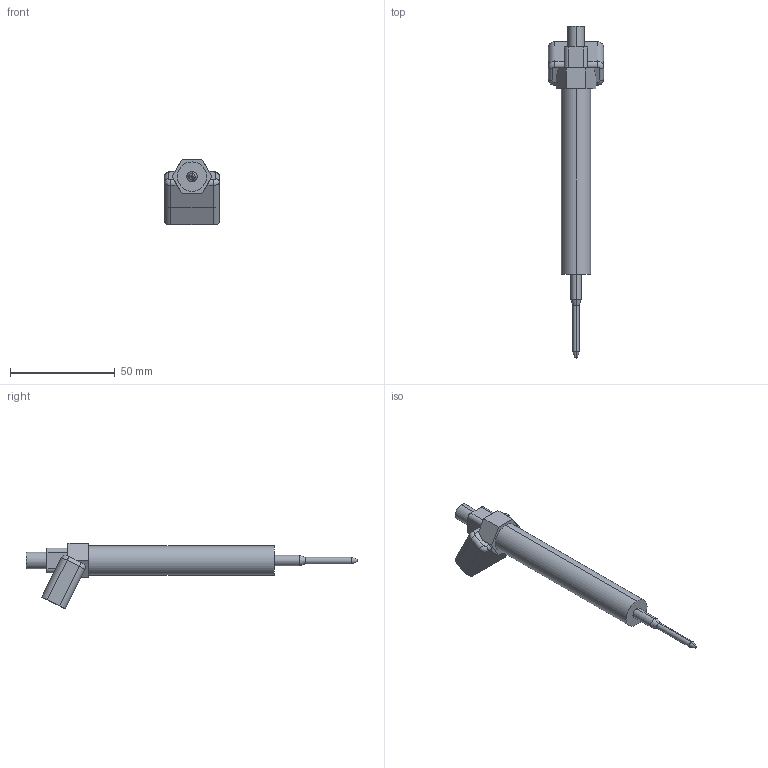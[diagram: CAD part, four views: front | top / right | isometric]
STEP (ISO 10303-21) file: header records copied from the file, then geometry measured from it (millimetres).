
FILE_DESCRIPTION (( 'STEP AP214' ), '1' );
FILE_NAME ('V12 Injector simple.STEP', '2023-04-24T17:02:17', ( '' ), ( '' ), 'SwSTEP 2.0', 'SolidWorks 2017', '' );
FILE_SCHEMA (( 'AUTOMOTIVE_DESIGN' ));
Length unit declared in the file: millimetre
Products named in the file (1): V12 Injector simple
Bounding box: 26.28 x 158.43 x 31.21 mm (x, y, z)
Volume: 21587.2 mm3; surface area: 8615.6 mm2
Topology: 1 solids, 1 shells, 81 faces, 199 edges, 128 vertices
Faces by surface type: plane 37, cylinder 36, cone 4, torus 4
Entity records: 2442 total; most frequent: CARTESIAN_POINT 482, DIRECTION 412, ORIENTED_EDGE 398, EDGE_CURVE 199, AXIS2_PLACEMENT_3D 150, VERTEX_POINT 128, VECTOR 112, LINE 112
